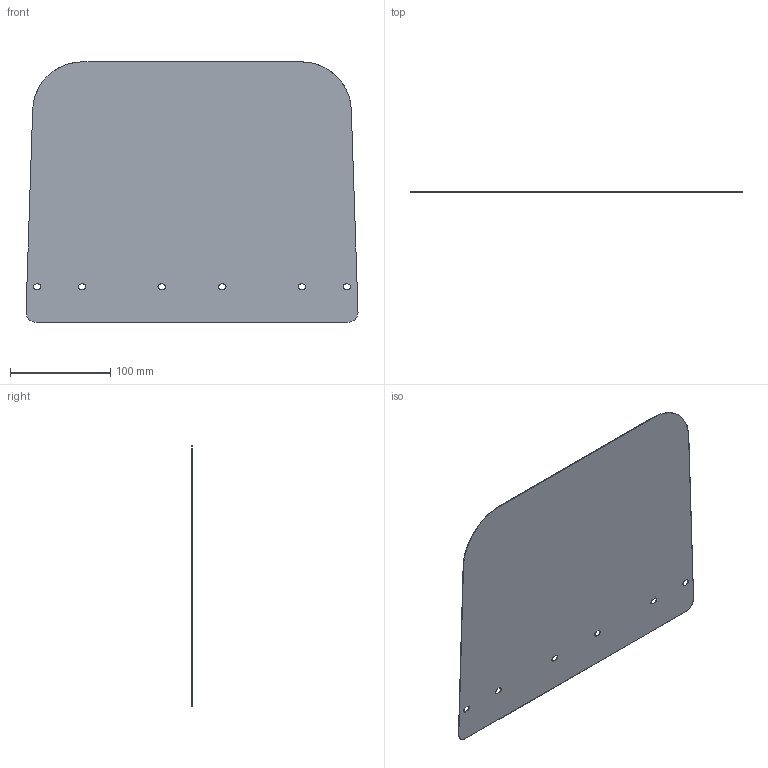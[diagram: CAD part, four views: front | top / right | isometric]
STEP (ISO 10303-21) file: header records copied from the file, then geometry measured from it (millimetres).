
FILE_DESCRIPTION(/* description */ (''),/* implementation_level */ '2;1');
FILE_NAME(/* name */'Component1.step',/* time_stamp */ '2020-04-13T16:27:44-04:00',/* author */ (''),/* organization */ (''),/* preprocessor_version */ 'ST-DEVELOPER v18',/* originating_system */ 'Autodesk Translation Framework v8.12.0.6',/* authorisation */ '');
FILE_SCHEMA (('AUTOMOTIVE_DESIGN { 1 0 10303 214 3 1 1 }'));
Length unit declared in the file: millimetre
Products named in the file (1): FusionComponent
Bounding box: 331.57 x 0.51 x 260.09 mm (x, y, z)
Volume: 42128.7 mm3; surface area: 166494.7 mm2
Topology: 1 solids, 1 shells, 46 faces, 132 edges, 88 vertices
Faces by surface type: bspline 28, plane 18
Entity records: 1869 total; most frequent: CARTESIAN_POINT 855, ORIENTED_EDGE 264, EDGE_CURVE 132, DIRECTION 114, VERTEX_POINT 88, LINE 76, VECTOR 76, EDGE_LOOP 58
